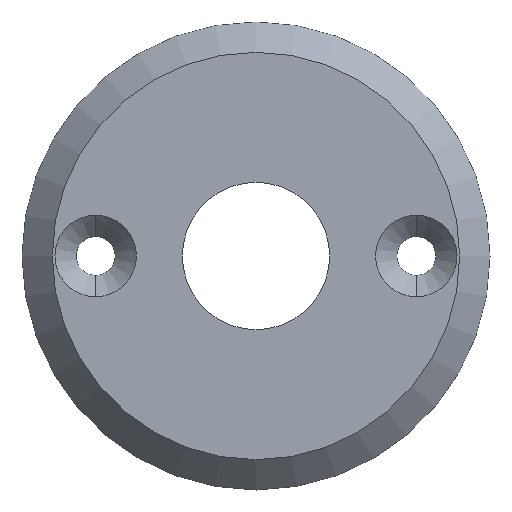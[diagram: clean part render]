
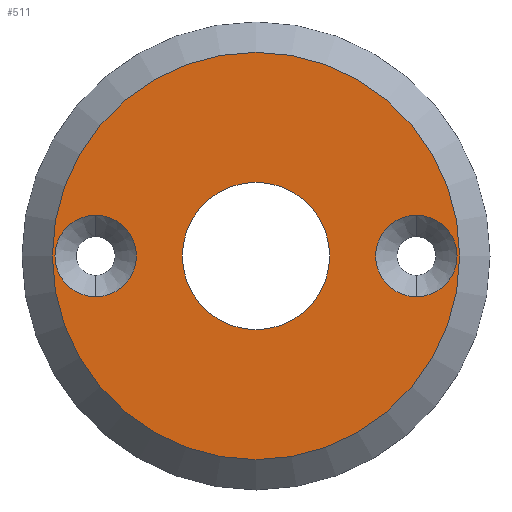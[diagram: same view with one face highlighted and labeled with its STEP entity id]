
A CAD part, front view. The second image highlights one B-rep face of the part: STEP entity #511.
In plain terms, the highlighted planar face has unit normal (0, -1, 0).
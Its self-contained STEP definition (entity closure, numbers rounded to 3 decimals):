
#1 = EDGE_CURVE ( 'NONE', #130, #356, #246, .T. ) ;
#26 = CARTESIAN_POINT ( 'NONE',  ( 0., -7.92, 45.5 ) ) ;
#63 = EDGE_LOOP ( 'NONE', ( #257, #367 ) ) ;
#79 = DIRECTION ( 'NONE',  ( 0., 0., -1. ) ) ;
#82 = ORIENTED_EDGE ( 'NONE', *, *, #387, .F. ) ;
#86 = DIRECTION ( 'NONE',  ( 0., 0., 1. ) ) ;
#87 = VERTEX_POINT ( 'NONE', #612 ) ;
#90 = CARTESIAN_POINT ( 'NONE',  ( -18.5, -7.92, 45.5 ) ) ;
#94 = CARTESIAN_POINT ( 'NONE',  ( 0., -7.92, 45.5 ) ) ;
#96 = DIRECTION ( 'NONE',  ( 0., 1., 0. ) ) ;
#102 = CIRCLE ( 'NONE', #259, 4.7 ) ;
#107 = ORIENTED_EDGE ( 'NONE', *, *, #1, .F. ) ;
#116 = DIRECTION ( 'NONE',  ( 0., -1., 0. ) ) ;
#127 = DIRECTION ( 'NONE',  ( 0., 1., 0. ) ) ;
#128 = CARTESIAN_POINT ( 'NONE',  ( 18.5, -7.92, 45.5 ) ) ;
#130 = VERTEX_POINT ( 'NONE', #231 ) ;
#146 = DIRECTION ( 'NONE',  ( 0., 0., -1. ) ) ;
#151 = CIRCLE ( 'NONE', #390, 23.5 ) ;
#153 = CARTESIAN_POINT ( 'NONE',  ( 0., -7.92, 69. ) ) ;
#168 = DIRECTION ( 'NONE',  ( 0., -1., 0. ) ) ;
#185 = DIRECTION ( 'NONE',  ( 0., 0., 1. ) ) ;
#191 = FACE_BOUND ( 'NONE', #393, .T. ) ;
#209 = CIRCLE ( 'NONE', #505, 4.7 ) ;
#223 = VERTEX_POINT ( 'NONE', #153 ) ;
#229 = EDGE_CURVE ( 'NONE', #356, #130, #209, .T. ) ;
#231 = CARTESIAN_POINT ( 'NONE',  ( 18.5, -7.92, 50.2 ) ) ;
#236 = DIRECTION ( 'NONE',  ( 0., -1., 0. ) ) ;
#238 = AXIS2_PLACEMENT_3D ( 'NONE', #128, #316, #501 ) ;
#244 = DIRECTION ( 'NONE',  ( 0., 0., 1. ) ) ;
#246 = CIRCLE ( 'NONE', #238, 4.7 ) ;
#247 = AXIS2_PLACEMENT_3D ( 'NONE', #277, #284, #185 ) ;
#257 = ORIENTED_EDGE ( 'NONE', *, *, #554, .F. ) ;
#259 = AXIS2_PLACEMENT_3D ( 'NONE', #500, #168, #79 ) ;
#260 = AXIS2_PLACEMENT_3D ( 'NONE', #565, #325, #518 ) ;
#275 = EDGE_CURVE ( 'NONE', #499, #87, #578, .T. ) ;
#276 = ORIENTED_EDGE ( 'NONE', *, *, #548, .T. ) ;
#277 = CARTESIAN_POINT ( 'NONE',  ( 0., -7.92, 45.5 ) ) ;
#280 = AXIS2_PLACEMENT_3D ( 'NONE', #90, #236, #146 ) ;
#284 = DIRECTION ( 'NONE',  ( 0., 1., 0. ) ) ;
#291 = CIRCLE ( 'NONE', #280, 4.7 ) ;
#311 = VERTEX_POINT ( 'NONE', #542 ) ;
#316 = DIRECTION ( 'NONE',  ( 0., -1., 0. ) ) ;
#325 = DIRECTION ( 'NONE',  ( 0., -1., 0. ) ) ;
#328 = EDGE_CURVE ( 'NONE', #311, #586, #102, .T. ) ;
#332 = FACE_OUTER_BOUND ( 'NONE', #582, .T. ) ;
#356 = VERTEX_POINT ( 'NONE', #357 ) ;
#357 = CARTESIAN_POINT ( 'NONE',  ( 18.5, -7.92, 40.8 ) ) ;
#362 = CARTESIAN_POINT ( 'NONE',  ( 0., -7.92, 45.5 ) ) ;
#367 = ORIENTED_EDGE ( 'NONE', *, *, #328, .F. ) ;
#375 = CARTESIAN_POINT ( 'NONE',  ( 0., -7.92, 37. ) ) ;
#378 = CIRCLE ( 'NONE', #459, 8.5 ) ;
#384 = CARTESIAN_POINT ( 'NONE',  ( 0., -7.92, 22. ) ) ;
#387 = EDGE_CURVE ( 'NONE', #223, #527, #151, .T. ) ;
#390 = AXIS2_PLACEMENT_3D ( 'NONE', #362, #127, #86 ) ;
#393 = EDGE_LOOP ( 'NONE', ( #598, #107 ) ) ;
#399 = DIRECTION ( 'NONE',  ( 0., 0., -1. ) ) ;
#432 = FACE_BOUND ( 'NONE', #593, .T. ) ;
#433 = EDGE_CURVE ( 'NONE', #527, #223, #515, .T. ) ;
#442 = CARTESIAN_POINT ( 'NONE',  ( 18.5, -7.92, 45.5 ) ) ;
#448 = AXIS2_PLACEMENT_3D ( 'NONE', #26, #483, #244 ) ;
#459 = AXIS2_PLACEMENT_3D ( 'NONE', #94, #96, #520 ) ;
#462 = ORIENTED_EDGE ( 'NONE', *, *, #433, .F. ) ;
#463 = FACE_BOUND ( 'NONE', #63, .T. ) ;
#465 = ORIENTED_EDGE ( 'NONE', *, *, #275, .T. ) ;
#470 = CARTESIAN_POINT ( 'NONE',  ( -18.5, -7.92, 40.8 ) ) ;
#475 = PLANE ( 'NONE',  #260 ) ;
#483 = DIRECTION ( 'NONE',  ( 0., 1., 0. ) ) ;
#499 = VERTEX_POINT ( 'NONE', #375 ) ;
#500 = CARTESIAN_POINT ( 'NONE',  ( -18.5, -7.92, 45.5 ) ) ;
#501 = DIRECTION ( 'NONE',  ( 0., 0., -1. ) ) ;
#505 = AXIS2_PLACEMENT_3D ( 'NONE', #442, #116, #399 ) ;
#511 = ADVANCED_FACE ( 'NONE', ( #463, #191, #432, #332 ), #475, .T. ) ;
#515 = CIRCLE ( 'NONE', #247, 23.5 ) ;
#518 = DIRECTION ( 'NONE',  ( 0., 0., -1. ) ) ;
#520 = DIRECTION ( 'NONE',  ( 0., 0., 1. ) ) ;
#527 = VERTEX_POINT ( 'NONE', #384 ) ;
#542 = CARTESIAN_POINT ( 'NONE',  ( -18.5, -7.92, 50.2 ) ) ;
#548 = EDGE_CURVE ( 'NONE', #87, #499, #378, .T. ) ;
#554 = EDGE_CURVE ( 'NONE', #586, #311, #291, .T. ) ;
#565 = CARTESIAN_POINT ( 'NONE',  ( 0., -7.92, 54. ) ) ;
#578 = CIRCLE ( 'NONE', #448, 8.5 ) ;
#582 = EDGE_LOOP ( 'NONE', ( #82, #462 ) ) ;
#586 = VERTEX_POINT ( 'NONE', #470 ) ;
#593 = EDGE_LOOP ( 'NONE', ( #276, #465 ) ) ;
#598 = ORIENTED_EDGE ( 'NONE', *, *, #229, .F. ) ;
#612 = CARTESIAN_POINT ( 'NONE',  ( 0., -7.92, 54. ) ) ;
